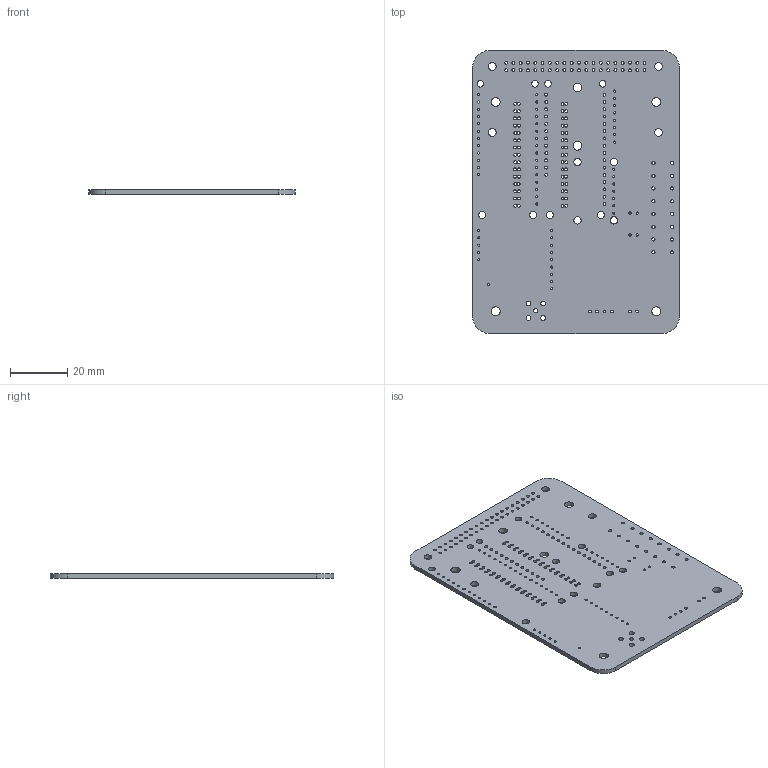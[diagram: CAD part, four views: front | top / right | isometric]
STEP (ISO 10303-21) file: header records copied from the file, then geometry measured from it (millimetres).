
FILE_DESCRIPTION(('KiCad electronic assembly'),'2;1');
FILE_NAME('Pioneer Controller.step','2022-10-09T17:40:22',('Pcbnew'),( 'Kicad'),'Open CASCADE STEP processor 7.6','KiCad to STEP converter' ,'Unknown');
FILE_SCHEMA(('AUTOMOTIVE_DESIGN { 1 0 10303 214 1 1 1 1 }'));
Length unit declared in the file: millimetre
Products named in the file (2): Pioneer Controller 1; Pioneer Controller PCB
Assembly tree (1 placements, depth 2):
  Pioneer Controller 1
    Pioneer Controller PCB
Bounding box: 72 x 98.76 x 1.6 mm (x, y, z)
Volume: 10867.9 mm3; surface area: 15455.1 mm2
Topology: 1 solids, 1 shells, 249 faces, 741 edges, 494 vertices
Faces by surface type: cylinder 243, plane 6
Full cylindrical faces by diameter (mm): 0.762 x58, 0.8 x4, 1 x134, 1.1 x16, 1.5 x1, 1.7 x4, 2.286 x4, 2.54 x8, 2.75 x4, 3.048 x2, 3.2 x4
Entity records: 20755 total; most frequent: CARTESIAN_POINT 5884, DIRECTION 2725, ORIENTED_EDGE 1482, PCURVE 1482, DEFINITIONAL_REPRESENTATION 1482, LINE 1251, VECTOR 1251, EDGE_CURVE 741
